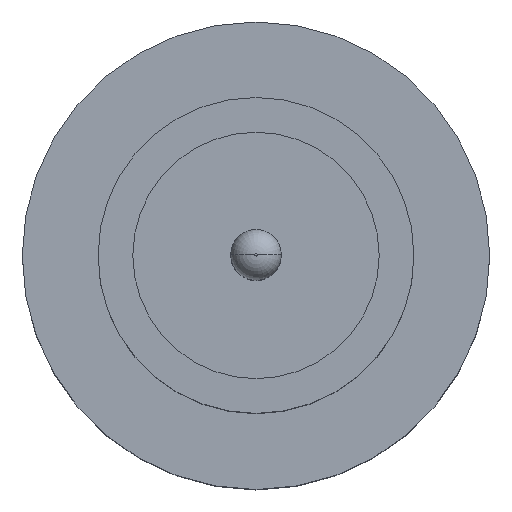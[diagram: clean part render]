
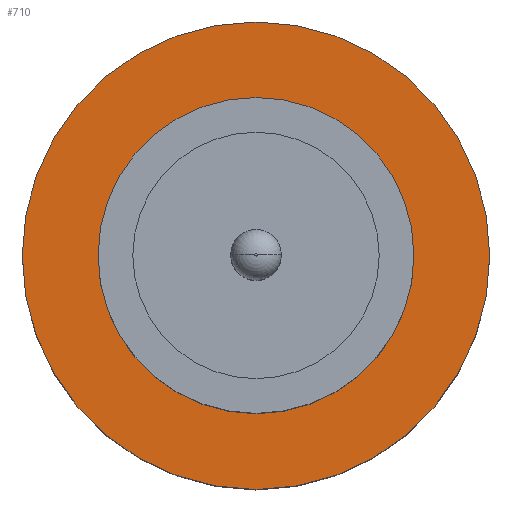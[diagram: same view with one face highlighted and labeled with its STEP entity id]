
A CAD part, top view. The second image highlights one B-rep face of the part: STEP entity #710.
In plain terms, the highlighted planar face has unit normal (0, 0, 1).
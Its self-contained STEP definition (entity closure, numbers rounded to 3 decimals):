
#5 = CARTESIAN_POINT ( 'NONE',  ( 1.85, 0., 1.55 ) ) ;
#34 = DIRECTION ( 'NONE',  ( 0., 0., 1. ) ) ;
#41 = EDGE_LOOP ( 'NONE', ( #627, #241 ) ) ;
#48 = CIRCLE ( 'NONE', #495, 1.85 ) ;
#65 = VERTEX_POINT ( 'NONE', #381 ) ;
#67 = DIRECTION ( 'NONE',  ( 1., 0., 0. ) ) ;
#70 = PLANE ( 'NONE',  #273 ) ;
#104 = AXIS2_PLACEMENT_3D ( 'NONE', #585, #177, #592 ) ;
#131 = EDGE_LOOP ( 'NONE', ( #719, #230 ) ) ;
#143 = VERTEX_POINT ( 'NONE', #803 ) ;
#177 = DIRECTION ( 'NONE',  ( 0., 0., 1. ) ) ;
#207 = CIRCLE ( 'NONE', #575, 1.25 ) ;
#230 = ORIENTED_EDGE ( 'NONE', *, *, #452, .F. ) ;
#241 = ORIENTED_EDGE ( 'NONE', *, *, #599, .T. ) ;
#269 = CARTESIAN_POINT ( 'NONE',  ( 1.25, 0., 1.55 ) ) ;
#273 = AXIS2_PLACEMENT_3D ( 'NONE', #355, #345, #67 ) ;
#296 = AXIS2_PLACEMENT_3D ( 'NONE', #673, #337, #809 ) ;
#337 = DIRECTION ( 'NONE',  ( 0., 0., 1. ) ) ;
#345 = DIRECTION ( 'NONE',  ( 0., 0., 1. ) ) ;
#355 = CARTESIAN_POINT ( 'NONE',  ( 0., 0., 1.55 ) ) ;
#362 = VERTEX_POINT ( 'NONE', #5 ) ;
#381 = CARTESIAN_POINT ( 'NONE',  ( -1.25, 0., 1.55 ) ) ;
#452 = EDGE_CURVE ( 'NONE', #65, #561, #207, .T. ) ;
#462 = CIRCLE ( 'NONE', #296, 1.85 ) ;
#469 = EDGE_CURVE ( 'NONE', #561, #65, #749, .T. ) ;
#495 = AXIS2_PLACEMENT_3D ( 'NONE', #810, #887, #609 ) ;
#561 = VERTEX_POINT ( 'NONE', #269 ) ;
#575 = AXIS2_PLACEMENT_3D ( 'NONE', #722, #34, #595 ) ;
#585 = CARTESIAN_POINT ( 'NONE',  ( 0., 0., 1.55 ) ) ;
#592 = DIRECTION ( 'NONE',  ( 1., 0., 0. ) ) ;
#595 = DIRECTION ( 'NONE',  ( 1., 0., 0. ) ) ;
#599 = EDGE_CURVE ( 'NONE', #362, #143, #462, .T. ) ;
#609 = DIRECTION ( 'NONE',  ( 1., 0., 0. ) ) ;
#627 = ORIENTED_EDGE ( 'NONE', *, *, #838, .T. ) ;
#650 = FACE_BOUND ( 'NONE', #131, .T. ) ;
#673 = CARTESIAN_POINT ( 'NONE',  ( 0., 0., 1.55 ) ) ;
#710 = ADVANCED_FACE ( 'NONE', ( #650, #784 ), #70, .T. ) ;
#719 = ORIENTED_EDGE ( 'NONE', *, *, #469, .F. ) ;
#722 = CARTESIAN_POINT ( 'NONE',  ( 0., 0., 1.55 ) ) ;
#749 = CIRCLE ( 'NONE', #104, 1.25 ) ;
#784 = FACE_OUTER_BOUND ( 'NONE', #41, .T. ) ;
#803 = CARTESIAN_POINT ( 'NONE',  ( -1.85, 0., 1.55 ) ) ;
#809 = DIRECTION ( 'NONE',  ( 1., 0., 0. ) ) ;
#810 = CARTESIAN_POINT ( 'NONE',  ( 0., 0., 1.55 ) ) ;
#838 = EDGE_CURVE ( 'NONE', #143, #362, #48, .T. ) ;
#887 = DIRECTION ( 'NONE',  ( 0., 0., 1. ) ) ;
